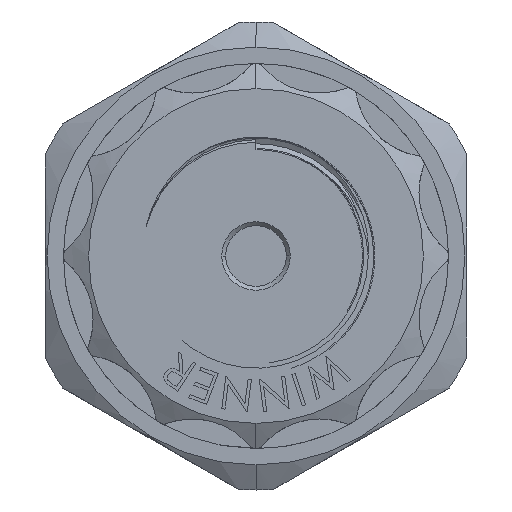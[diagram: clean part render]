
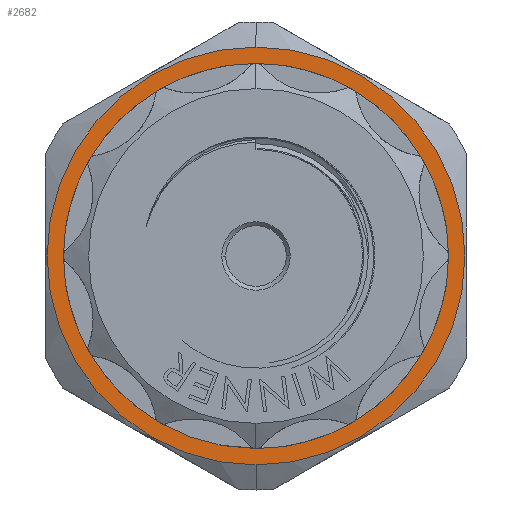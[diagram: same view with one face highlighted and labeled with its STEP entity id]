
A CAD part, left-side view. The second image highlights one B-rep face of the part: STEP entity #2682.
In plain terms, the highlighted planar face has unit normal (-1, 0, 0).
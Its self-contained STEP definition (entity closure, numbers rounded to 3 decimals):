
#295 = AXIS2_PLACEMENT_3D ( 'NONE', #10135, #8971, #13480 ) ;
#1237 = EDGE_LOOP ( 'NONE', ( #6875, #10421 ) ) ;
#1431 = AXIS2_PLACEMENT_3D ( 'NONE', #4995, #2707, #8471 ) ;
#1767 = DIRECTION ( 'NONE',  ( 0., 0., 1. ) ) ;
#2254 = AXIS2_PLACEMENT_3D ( 'NONE', #6410, #12974, #6362 ) ;
#2682 = ADVANCED_FACE ( 'NONE', ( #4673, #7817 ), #5286, .T. ) ;
#2707 = DIRECTION ( 'NONE',  ( -1., 0., 0. ) ) ;
#2738 = ORIENTED_EDGE ( 'NONE', *, *, #3772, .T. ) ;
#2769 = DIRECTION ( 'NONE',  ( -1., 0., 0. ) ) ;
#3772 = EDGE_CURVE ( 'NONE', #13101, #8601, #5166, .T. ) ;
#3922 = EDGE_LOOP ( 'NONE', ( #2738, #4042 ) ) ;
#4042 = ORIENTED_EDGE ( 'NONE', *, *, #4320, .T. ) ;
#4320 = EDGE_CURVE ( 'NONE', #8601, #13101, #12263, .T. ) ;
#4664 = DIRECTION ( 'NONE',  ( -1., 0., 0. ) ) ;
#4673 = FACE_BOUND ( 'NONE', #1237, .T. ) ;
#4958 = AXIS2_PLACEMENT_3D ( 'NONE', #10753, #2769, #1767 ) ;
#4995 = CARTESIAN_POINT ( 'NONE',  ( 0., 0., 0. ) ) ;
#5166 = CIRCLE ( 'NONE', #295, 15.85 ) ;
#5206 = CARTESIAN_POINT ( 'NONE',  ( 0., 0., -13.375 ) ) ;
#5286 = PLANE ( 'NONE',  #2254 ) ;
#5837 = VERTEX_POINT ( 'NONE', #11938 ) ;
#6362 = DIRECTION ( 'NONE',  ( 0., 0., 1. ) ) ;
#6410 = CARTESIAN_POINT ( 'NONE',  ( 0., 0., 18.475 ) ) ;
#6875 = ORIENTED_EDGE ( 'NONE', *, *, #10858, .F. ) ;
#6985 = CARTESIAN_POINT ( 'NONE',  ( 0., 0., 15.85 ) ) ;
#7817 = FACE_OUTER_BOUND ( 'NONE', #3922, .T. ) ;
#8471 = DIRECTION ( 'NONE',  ( 0., 0., 1. ) ) ;
#8601 = VERTEX_POINT ( 'NONE', #6985 ) ;
#8716 = CARTESIAN_POINT ( 'NONE',  ( 0., 0., -15.85 ) ) ;
#8837 = CIRCLE ( 'NONE', #12892, 13.375 ) ;
#8971 = DIRECTION ( 'NONE',  ( -1., 0., 0. ) ) ;
#10135 = CARTESIAN_POINT ( 'NONE',  ( 0., 0., 0. ) ) ;
#10166 = CARTESIAN_POINT ( 'NONE',  ( 0., 0., 0. ) ) ;
#10421 = ORIENTED_EDGE ( 'NONE', *, *, #12932, .F. ) ;
#10753 = CARTESIAN_POINT ( 'NONE',  ( 0., 0., 0. ) ) ;
#10858 = EDGE_CURVE ( 'NONE', #5837, #12663, #8837, .T. ) ;
#11938 = CARTESIAN_POINT ( 'NONE',  ( 0., 0., 13.375 ) ) ;
#12263 = CIRCLE ( 'NONE', #1431, 15.85 ) ;
#12501 = CIRCLE ( 'NONE', #4958, 13.375 ) ;
#12543 = DIRECTION ( 'NONE',  ( 0., 0., 1. ) ) ;
#12663 = VERTEX_POINT ( 'NONE', #5206 ) ;
#12892 = AXIS2_PLACEMENT_3D ( 'NONE', #10166, #4664, #12543 ) ;
#12932 = EDGE_CURVE ( 'NONE', #12663, #5837, #12501, .T. ) ;
#12974 = DIRECTION ( 'NONE',  ( -1., 0., 0. ) ) ;
#13101 = VERTEX_POINT ( 'NONE', #8716 ) ;
#13480 = DIRECTION ( 'NONE',  ( 0., 0., 1. ) ) ;
